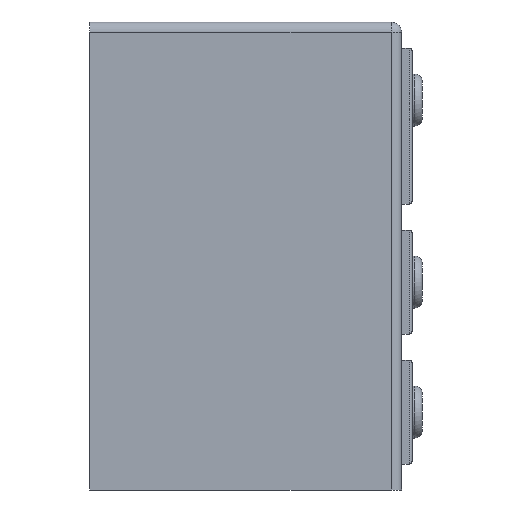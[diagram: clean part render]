
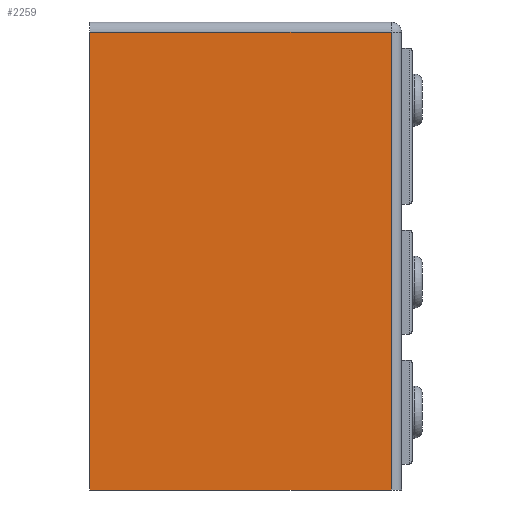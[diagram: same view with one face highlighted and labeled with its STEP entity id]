
A CAD part, left-side view. The second image highlights one B-rep face of the part: STEP entity #2259.
In plain terms, the highlighted planar face has unit normal (-1, 0, 0).
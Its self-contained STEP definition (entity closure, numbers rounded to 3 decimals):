
#1050 = PLANE('',#1051);
#1051 = AXIS2_PLACEMENT_3D('',#1052,#1053,#1054);
#1052 = CARTESIAN_POINT('',(500.,300.,0.));
#1053 = DIRECTION('',(0.,0.,1.));
#1054 = DIRECTION('',(1.,0.,0.));
#1076 = CYLINDRICAL_SURFACE('',#1077,20.);
#1077 = AXIS2_PLACEMENT_3D('',#1078,#1079,#1080);
#1078 = CARTESIAN_POINT('',(20.,20.,880.));
#1079 = DIRECTION('',(-0.,-0.,-1.));
#1080 = DIRECTION('',(-1.,0.,0.));
#1492 = VERTEX_POINT('',#1493);
#1493 = CARTESIAN_POINT('',(0.,20.,880.));
#1517 = VERTEX_POINT('',#1518);
#1518 = CARTESIAN_POINT('',(0.,20.,0.));
#1540 = EDGE_CURVE('',#1492,#1517,#1541,.T.);
#1541 = SURFACE_CURVE('',#1542,(#1546,#1553),.PCURVE_S1.);
#1542 = LINE('',#1543,#1544);
#1543 = CARTESIAN_POINT('',(0.,20.,880.));
#1544 = VECTOR('',#1545,1.);
#1545 = DIRECTION('',(-0.,-0.,-1.));
#1546 = PCURVE('',#1076,#1547);
#1547 = DEFINITIONAL_REPRESENTATION('',(#1548),#1552);
#1548 = LINE('',#1549,#1550);
#1549 = CARTESIAN_POINT('',(-0.,0.));
#1550 = VECTOR('',#1551,1.);
#1551 = DIRECTION('',(-0.,1.));
#1552 = ( GEOMETRIC_REPRESENTATION_CONTEXT(2) 
PARAMETRIC_REPRESENTATION_CONTEXT() REPRESENTATION_CONTEXT('2D SPACE',''
  ) );
#1553 = PCURVE('',#1554,#1559);
#1554 = PLANE('',#1555);
#1555 = AXIS2_PLACEMENT_3D('',#1556,#1557,#1558);
#1556 = CARTESIAN_POINT('',(0.,600.,0.));
#1557 = DIRECTION('',(1.,0.,0.));
#1558 = DIRECTION('',(0.,-1.,0.));
#1559 = DEFINITIONAL_REPRESENTATION('',(#1560),#1564);
#1560 = LINE('',#1561,#1562);
#1561 = CARTESIAN_POINT('',(580.,-880.));
#1562 = VECTOR('',#1563,1.);
#1563 = DIRECTION('',(0.,1.));
#1564 = ( GEOMETRIC_REPRESENTATION_CONTEXT(2) 
PARAMETRIC_REPRESENTATION_CONTEXT() REPRESENTATION_CONTEXT('2D SPACE',''
  ) );
#1595 = VERTEX_POINT('',#1596);
#1596 = CARTESIAN_POINT('',(0.,600.,0.));
#1610 = PLANE('',#1611);
#1611 = AXIS2_PLACEMENT_3D('',#1612,#1613,#1614);
#1612 = CARTESIAN_POINT('',(1000.,600.,0.));
#1613 = DIRECTION('',(0.,-1.,0.));
#1614 = DIRECTION('',(-1.,0.,0.));
#1622 = EDGE_CURVE('',#1595,#1517,#1623,.T.);
#1623 = SURFACE_CURVE('',#1624,(#1628,#1635),.PCURVE_S1.);
#1624 = LINE('',#1625,#1626);
#1625 = CARTESIAN_POINT('',(0.,600.,0.));
#1626 = VECTOR('',#1627,1.);
#1627 = DIRECTION('',(0.,-1.,0.));
#1628 = PCURVE('',#1050,#1629);
#1629 = DEFINITIONAL_REPRESENTATION('',(#1630),#1634);
#1630 = LINE('',#1631,#1632);
#1631 = CARTESIAN_POINT('',(-500.,300.));
#1632 = VECTOR('',#1633,1.);
#1633 = DIRECTION('',(0.,-1.));
#1634 = ( GEOMETRIC_REPRESENTATION_CONTEXT(2) 
PARAMETRIC_REPRESENTATION_CONTEXT() REPRESENTATION_CONTEXT('2D SPACE',''
  ) );
#1635 = PCURVE('',#1554,#1636);
#1636 = DEFINITIONAL_REPRESENTATION('',(#1637),#1641);
#1637 = LINE('',#1638,#1639);
#1638 = CARTESIAN_POINT('',(0.,0.));
#1639 = VECTOR('',#1640,1.);
#1640 = DIRECTION('',(1.,0.));
#1641 = ( GEOMETRIC_REPRESENTATION_CONTEXT(2) 
PARAMETRIC_REPRESENTATION_CONTEXT() REPRESENTATION_CONTEXT('2D SPACE',''
  ) );
#2126 = CYLINDRICAL_SURFACE('',#2127,20.);
#2127 = AXIS2_PLACEMENT_3D('',#2128,#2129,#2130);
#2128 = CARTESIAN_POINT('',(20.,600.,880.));
#2129 = DIRECTION('',(0.,-1.,0.));
#2130 = DIRECTION('',(-1.,0.,0.));
#2259 = ADVANCED_FACE('',(#2260),#1554,.F.);
#2260 = FACE_BOUND('',#2261,.F.);
#2261 = EDGE_LOOP('',(#2262,#2263,#2286,#2307));
#2262 = ORIENTED_EDGE('',*,*,#1622,.F.);
#2263 = ORIENTED_EDGE('',*,*,#2264,.T.);
#2264 = EDGE_CURVE('',#1595,#2265,#2267,.T.);
#2265 = VERTEX_POINT('',#2266);
#2266 = CARTESIAN_POINT('',(0.,600.,880.));
#2267 = SURFACE_CURVE('',#2268,(#2272,#2279),.PCURVE_S1.);
#2268 = LINE('',#2269,#2270);
#2269 = CARTESIAN_POINT('',(0.,600.,0.));
#2270 = VECTOR('',#2271,1.);
#2271 = DIRECTION('',(0.,0.,1.));
#2272 = PCURVE('',#1554,#2273);
#2273 = DEFINITIONAL_REPRESENTATION('',(#2274),#2278);
#2274 = LINE('',#2275,#2276);
#2275 = CARTESIAN_POINT('',(0.,0.));
#2276 = VECTOR('',#2277,1.);
#2277 = DIRECTION('',(0.,-1.));
#2278 = ( GEOMETRIC_REPRESENTATION_CONTEXT(2) 
PARAMETRIC_REPRESENTATION_CONTEXT() REPRESENTATION_CONTEXT('2D SPACE',''
  ) );
#2279 = PCURVE('',#1610,#2280);
#2280 = DEFINITIONAL_REPRESENTATION('',(#2281),#2285);
#2281 = LINE('',#2282,#2283);
#2282 = CARTESIAN_POINT('',(1000.,0.));
#2283 = VECTOR('',#2284,1.);
#2284 = DIRECTION('',(0.,-1.));
#2285 = ( GEOMETRIC_REPRESENTATION_CONTEXT(2) 
PARAMETRIC_REPRESENTATION_CONTEXT() REPRESENTATION_CONTEXT('2D SPACE',''
  ) );
#2286 = ORIENTED_EDGE('',*,*,#2287,.T.);
#2287 = EDGE_CURVE('',#2265,#1492,#2288,.T.);
#2288 = SURFACE_CURVE('',#2289,(#2293,#2300),.PCURVE_S1.);
#2289 = LINE('',#2290,#2291);
#2290 = CARTESIAN_POINT('',(0.,600.,880.));
#2291 = VECTOR('',#2292,1.);
#2292 = DIRECTION('',(0.,-1.,0.));
#2293 = PCURVE('',#1554,#2294);
#2294 = DEFINITIONAL_REPRESENTATION('',(#2295),#2299);
#2295 = LINE('',#2296,#2297);
#2296 = CARTESIAN_POINT('',(0.,-880.));
#2297 = VECTOR('',#2298,1.);
#2298 = DIRECTION('',(1.,0.));
#2299 = ( GEOMETRIC_REPRESENTATION_CONTEXT(2) 
PARAMETRIC_REPRESENTATION_CONTEXT() REPRESENTATION_CONTEXT('2D SPACE',''
  ) );
#2300 = PCURVE('',#2126,#2301);
#2301 = DEFINITIONAL_REPRESENTATION('',(#2302),#2306);
#2302 = LINE('',#2303,#2304);
#2303 = CARTESIAN_POINT('',(-0.,0.));
#2304 = VECTOR('',#2305,1.);
#2305 = DIRECTION('',(-0.,1.));
#2306 = ( GEOMETRIC_REPRESENTATION_CONTEXT(2) 
PARAMETRIC_REPRESENTATION_CONTEXT() REPRESENTATION_CONTEXT('2D SPACE',''
  ) );
#2307 = ORIENTED_EDGE('',*,*,#1540,.T.);
